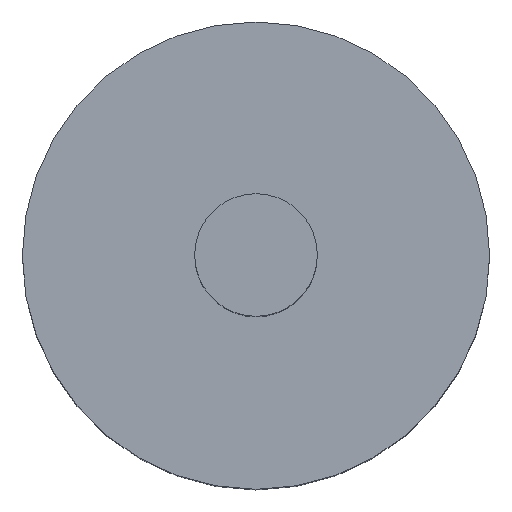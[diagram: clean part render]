
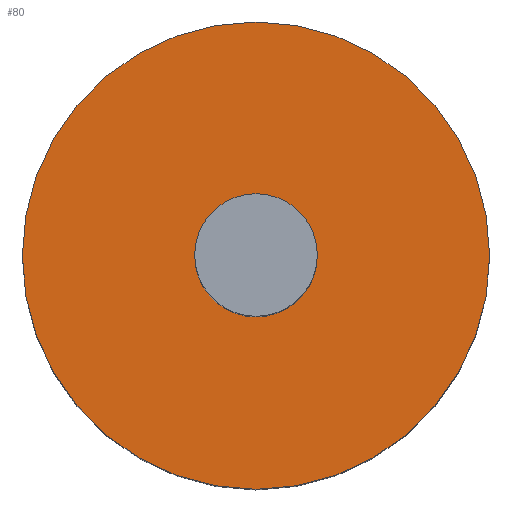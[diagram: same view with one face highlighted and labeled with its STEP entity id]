
A CAD part, top view. The second image highlights one B-rep face of the part: STEP entity #80.
In plain terms, the highlighted planar face has unit normal (0, 0, 1).
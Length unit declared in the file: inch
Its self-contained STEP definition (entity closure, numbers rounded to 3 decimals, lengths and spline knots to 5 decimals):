
#17=PLANE('',#99);
#22=FACE_BOUND('',#39,.T.);
#28=FACE_OUTER_BOUND('',#38,.T.);
#38=EDGE_LOOP('',(#68));
#39=EDGE_LOOP('',(#69));
#46=CIRCLE('',#98,0.3125);
#47=CIRCLE('',#100,0.082);
#52=VERTEX_POINT('',#143);
#53=VERTEX_POINT('',#146);
#58=EDGE_CURVE('',#52,#52,#46,.T.);
#59=EDGE_CURVE('',#53,#53,#47,.T.);
#68=ORIENTED_EDGE('',*,*,#58,.F.);
#69=ORIENTED_EDGE('',*,*,#59,.F.);
#80=ADVANCED_FACE('',(#28,#22),#17,.T.);
#98=AXIS2_PLACEMENT_3D('',#144,#120,#121);
#99=AXIS2_PLACEMENT_3D('',#145,#122,#123);
#100=AXIS2_PLACEMENT_3D('',#147,#124,#125);
#120=DIRECTION('center_axis',(0.,0.,-1.));
#121=DIRECTION('ref_axis',(0.,-1.,0.));
#122=DIRECTION('center_axis',(0.,0.,1.));
#123=DIRECTION('ref_axis',(0.,1.,0.));
#124=DIRECTION('center_axis',(0.,0.,1.));
#125=DIRECTION('ref_axis',(0.,-1.,0.));
#143=CARTESIAN_POINT('',(0.,0.3125,0.));
#144=CARTESIAN_POINT('Origin',(0.,0.,0.));
#145=CARTESIAN_POINT('Origin',(0.,0.,0.));
#146=CARTESIAN_POINT('',(0.,0.082,0.));
#147=CARTESIAN_POINT('Origin',(0.,0.,0.));
